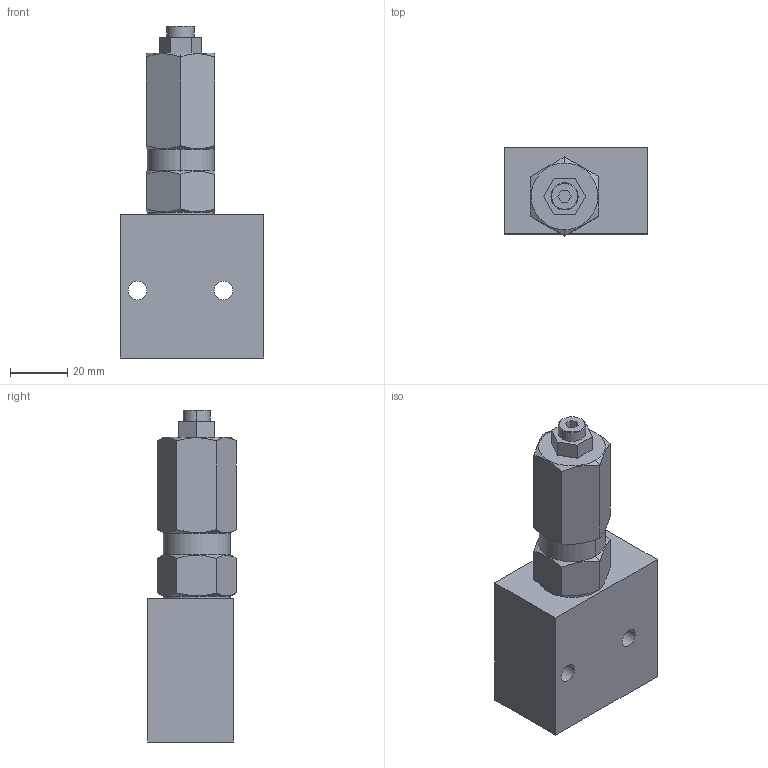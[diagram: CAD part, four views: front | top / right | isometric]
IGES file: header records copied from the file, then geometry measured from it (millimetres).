
Start section:  PTC IGES file: ilcm47044013.igs
Global section: file name: ilcm47044013.igs; native system: Creo Parametric by Parametric Technology Corporation; preprocessor: 2013320; author: jdw; organization: Unknown; date: 20140731.103134; units: millimetre
Bounding box: 49.99 x 30.75 x 115.67 mm (x, y, z)
Surface area: 19627.6 mm2 (no closed solid volume)
Topology: 0 solids, 0 shells, 77 faces, 348 edges, 348 vertices
Faces by surface type: bspline 41, revolution 36
